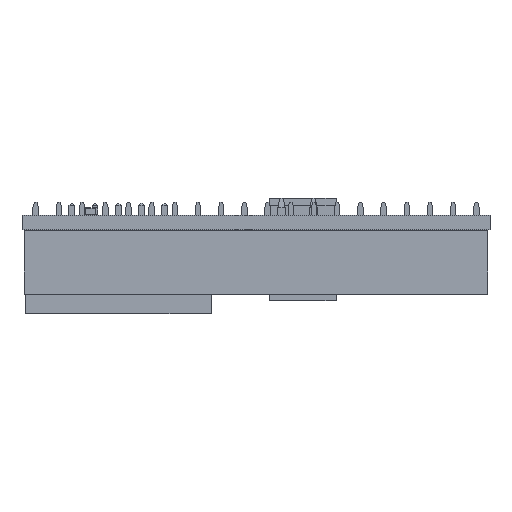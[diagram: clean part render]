
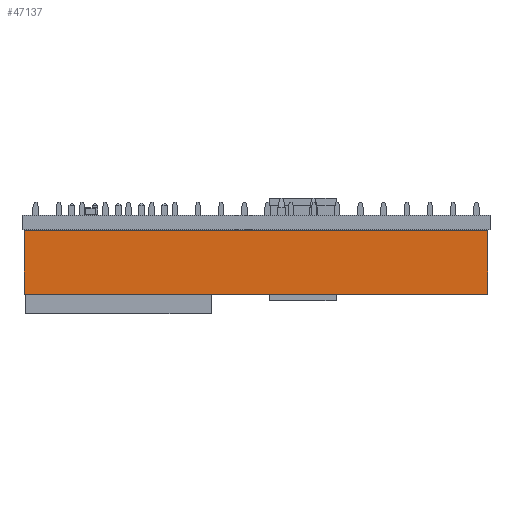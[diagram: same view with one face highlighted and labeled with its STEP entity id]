
A CAD part, left-side view. The second image highlights one B-rep face of the part: STEP entity #47137.
In plain terms, the highlighted planar face has unit normal (-1, 0, 0).
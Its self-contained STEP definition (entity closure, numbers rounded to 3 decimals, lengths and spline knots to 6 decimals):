
#12514=ORIENTED_EDGE('',*,*,#20049,.T.);
#12515=ORIENTED_EDGE('',*,*,#20052,.T.);
#12516=ORIENTED_EDGE('',*,*,#20048,.F.);
#12517=ORIENTED_EDGE('',*,*,#20053,.F.);
#20048=EDGE_CURVE('',#24626,#24625,#30383,.T.);
#20049=EDGE_CURVE('',#24627,#24628,#30384,.T.);
#20052=EDGE_CURVE('',#24628,#24625,#30387,.T.);
#20053=EDGE_CURVE('',#24627,#24626,#30388,.T.);
#24625=VERTEX_POINT('',#77862);
#24626=VERTEX_POINT('',#77864);
#24627=VERTEX_POINT('',#77868);
#24628=VERTEX_POINT('',#77869);
#30383=LINE('',#77865,#36198);
#30384=LINE('',#77867,#36199);
#30387=LINE('',#77873,#36202);
#30388=LINE('',#77875,#36203);
#36198=VECTOR('',#64700,1.);
#36199=VECTOR('',#64703,1.);
#36202=VECTOR('',#64708,1.);
#36203=VECTOR('',#64711,1.);
#39308=EDGE_LOOP('',(#12514,#12515,#12516,#12517));
#42221=FACE_BOUND('',#39308,.T.);
#44753=PLANE('',#54069);
#47137=ADVANCED_FACE('',(#42221),#44753,.F.);
#54069=AXIS2_PLACEMENT_3D('',#77876,#64712,#64713);
#64700=DIRECTION('',(0.,1.,0.));
#64703=DIRECTION('',(0.,1.,0.));
#64708=DIRECTION('',(0.,0.,-1.));
#64711=DIRECTION('',(0.,0.,-1.));
#64712=DIRECTION('',(1.,0.,0.));
#64713=DIRECTION('',(0.,1.,0.));
#77862=CARTESIAN_POINT('',(0.12019,-0.09973,-0.00705));
#77864=CARTESIAN_POINT('',(0.12019,-0.15053,-0.00705));
#77865=CARTESIAN_POINT('',(0.12019,-0.12513,-0.00705));
#77867=CARTESIAN_POINT('',(0.12019,-0.12513,-0.00005));
#77868=CARTESIAN_POINT('',(0.12019,-0.15053,-0.00005));
#77869=CARTESIAN_POINT('',(0.12019,-0.09973,-0.00005));
#77873=CARTESIAN_POINT('',(0.12019,-0.09973,-0.00355));
#77875=CARTESIAN_POINT('',(0.12019,-0.15053,-0.00355));
#77876=CARTESIAN_POINT('',(0.12019,-0.15053,-0.00705));
